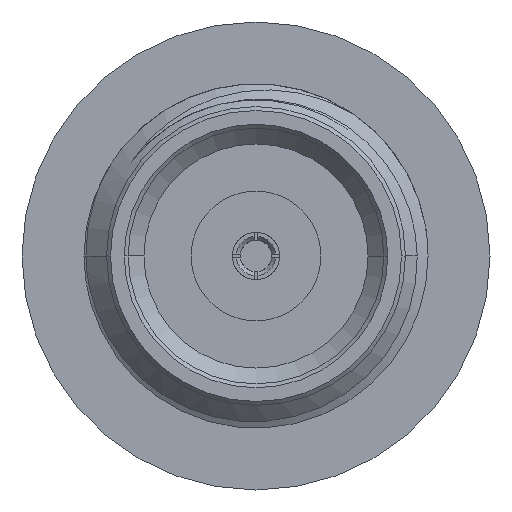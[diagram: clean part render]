
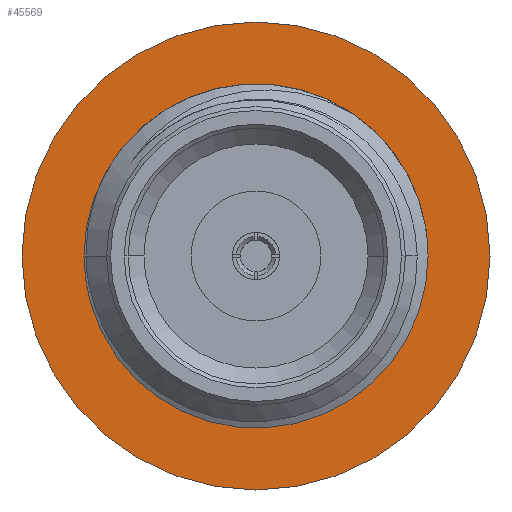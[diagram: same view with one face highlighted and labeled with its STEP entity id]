
A CAD part, left-side view. The second image highlights one B-rep face of the part: STEP entity #45569.
In plain terms, the highlighted planar face has unit normal (-1, 0, 0).
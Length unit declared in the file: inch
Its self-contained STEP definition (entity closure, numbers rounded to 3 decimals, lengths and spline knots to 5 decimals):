
#411 = EDGE_CURVE ( 'NONE', #9489, #7041, #40954, .T. ) ;
#4685 = DIRECTION ( 'NONE',  ( 1., 0., 0. ) ) ;
#6682 = ORIENTED_EDGE ( 'NONE', *, *, #35090, .T. ) ;
#7041 = VERTEX_POINT ( 'NONE', #9893 ) ;
#7067 = AXIS2_PLACEMENT_3D ( 'NONE', #8222, #37006, #9105 ) ;
#7076 = AXIS2_PLACEMENT_3D ( 'NONE', #13478, #4685, #46026 ) ;
#8222 = CARTESIAN_POINT ( 'NONE',  ( 0.424, 0., 0. ) ) ;
#9105 = DIRECTION ( 'NONE',  ( 0., 1., 0. ) ) ;
#9489 = VERTEX_POINT ( 'NONE', #32011 ) ;
#9893 = CARTESIAN_POINT ( 'NONE',  ( 0.424, -0.2975, 0. ) ) ;
#13478 = CARTESIAN_POINT ( 'NONE',  ( 0.424, 0., 0. ) ) ;
#16754 = DIRECTION ( 'NONE',  ( -1., 0., 0. ) ) ;
#20242 = CIRCLE ( 'NONE', #35368, 0.2975 ) ;
#21065 = DIRECTION ( 'NONE',  ( 0., -1., 0. ) ) ;
#21144 = CARTESIAN_POINT ( 'NONE',  ( 0.424, 0., 0. ) ) ;
#21270 = FACE_BOUND ( 'NONE', #43883, .T. ) ;
#22063 = CARTESIAN_POINT ( 'NONE',  ( 0.424, -0.2, 0. ) ) ;
#23039 = CIRCLE ( 'NONE', #7076, 0.2 ) ;
#28110 = CARTESIAN_POINT ( 'NONE',  ( 0.424, 0.2975, 0. ) ) ;
#29093 = VERTEX_POINT ( 'NONE', #32449 ) ;
#29152 = ORIENTED_EDGE ( 'NONE', *, *, #48463, .T. ) ;
#29253 = ORIENTED_EDGE ( 'NONE', *, *, #50132, .T. ) ;
#30192 = AXIS2_PLACEMENT_3D ( 'NONE', #28110, #31685, #36168 ) ;
#30239 = VERTEX_POINT ( 'NONE', #22063 ) ;
#31685 = DIRECTION ( 'NONE',  ( 1., 0., 0. ) ) ;
#32011 = CARTESIAN_POINT ( 'NONE',  ( 0.424, 0.2975, 0. ) ) ;
#32449 = CARTESIAN_POINT ( 'NONE',  ( 0.424, 0.2, 0. ) ) ;
#35090 = EDGE_CURVE ( 'NONE', #30239, #29093, #47481, .T. ) ;
#35368 = AXIS2_PLACEMENT_3D ( 'NONE', #41365, #16754, #21065 ) ;
#35981 = PLANE ( 'NONE',  #30192 ) ;
#36168 = DIRECTION ( 'NONE',  ( 0., 1., 0. ) ) ;
#37004 = DIRECTION ( 'NONE',  ( 0., -1., 0. ) ) ;
#37006 = DIRECTION ( 'NONE',  ( 1., 0., 0. ) ) ;
#37718 = DIRECTION ( 'NONE',  ( -1., 0., 0. ) ) ;
#39562 = AXIS2_PLACEMENT_3D ( 'NONE', #21144, #37718, #37004 ) ;
#40954 = CIRCLE ( 'NONE', #39562, 0.2975 ) ;
#41365 = CARTESIAN_POINT ( 'NONE',  ( 0.424, 0., 0. ) ) ;
#43883 = EDGE_LOOP ( 'NONE', ( #29152, #6682 ) ) ;
#45569 = ADVANCED_FACE ( 'NONE', ( #21270, #52101 ), #35981, .F. ) ;
#46026 = DIRECTION ( 'NONE',  ( 0., 1., 0. ) ) ;
#47481 = CIRCLE ( 'NONE', #7067, 0.2 ) ;
#48463 = EDGE_CURVE ( 'NONE', #29093, #30239, #23039, .T. ) ;
#49084 = ORIENTED_EDGE ( 'NONE', *, *, #411, .T. ) ;
#50132 = EDGE_CURVE ( 'NONE', #7041, #9489, #20242, .T. ) ;
#52101 = FACE_OUTER_BOUND ( 'NONE', #52843, .T. ) ;
#52843 = EDGE_LOOP ( 'NONE', ( #29253, #49084 ) ) ;
